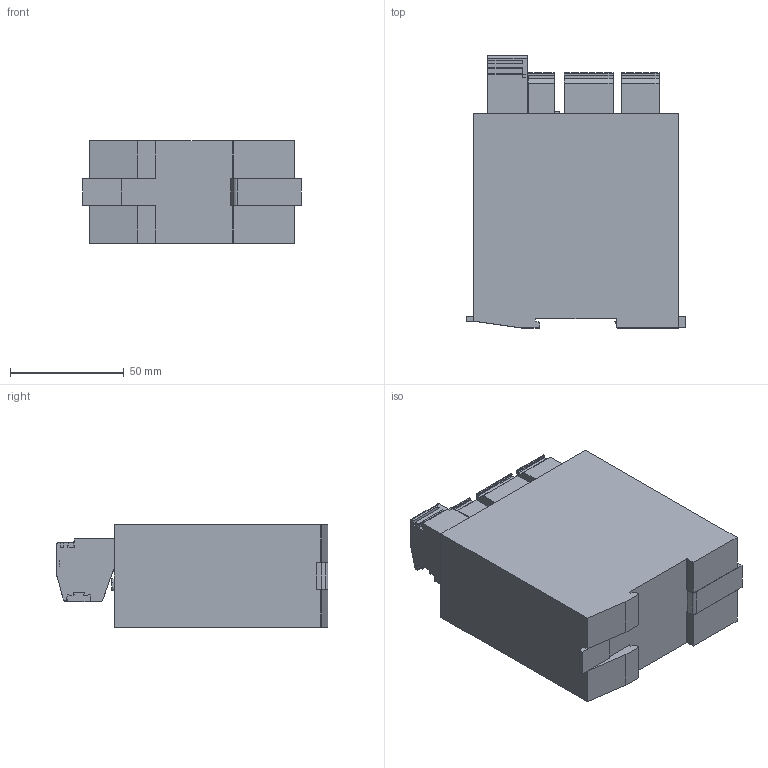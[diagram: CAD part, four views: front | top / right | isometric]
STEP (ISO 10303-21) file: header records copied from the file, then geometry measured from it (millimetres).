
FILE_DESCRIPTION( ( 'STEP AP203' ), '1' );
FILE_NAME( '787-1664_006-1000.stp', '2020-06-17T14:45:20', ( 'License CC BY-ND 4.0' ), ( 'CADENAS' ), ' ', 'PARTsolutions', ' ' );
FILE_SCHEMA( ( 'CONFIG_CONTROL_DESIGN' ) );
Length unit declared in the file: millimetre
Products named in the file (1): _787-1664/006-1000
Bounding box: 96.2 x 119.5 x 45 mm (x, y, z)
Volume: 393125.2 mm3; surface area: 41274.9 mm2
Topology: 1 solids, 1 shells, 328 faces, 894 edges, 590 vertices
Faces by surface type: plane 248, cylinder 80
Full cylindrical faces by diameter (mm): 4.2 x9, 7.6 x2
Entity records: 10263 total; most frequent: CARTESIAN_POINT 1802, ORIENTED_EDGE 1766, DIRECTION 1701, EDGE_CURVE 883, LINE 723, VECTOR 723, VERTEX_POINT 590, AXIS2_PLACEMENT_3D 489
